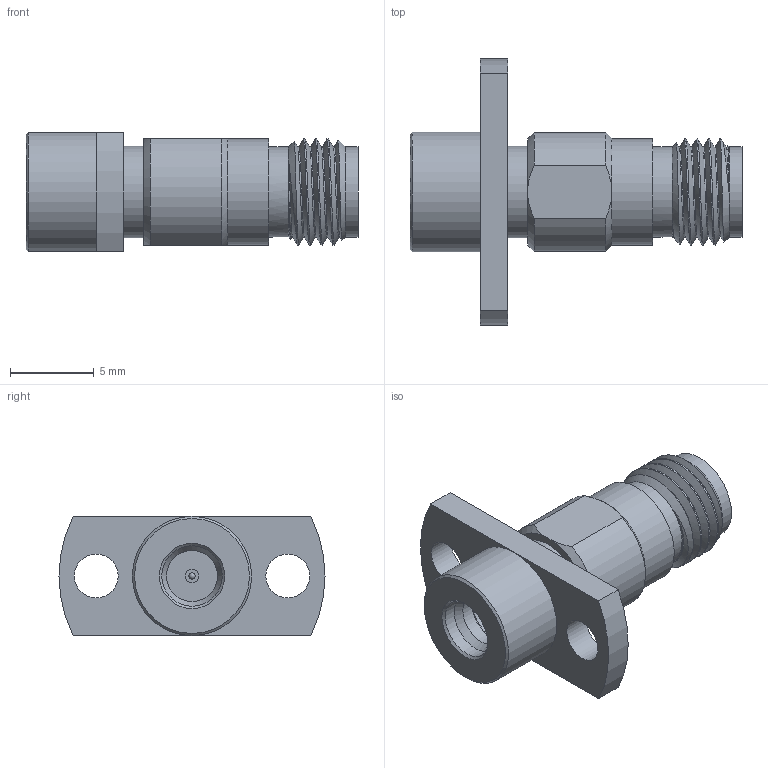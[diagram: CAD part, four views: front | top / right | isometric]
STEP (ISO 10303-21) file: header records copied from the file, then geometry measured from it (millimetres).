
FILE_DESCRIPTION (( 'STEP AP203' ), '1' );
FILE_NAME ('PE91066 ¦ SM8832_3D.step', '2020-08-26T17:11:32', ( '' ), ( '' ), 'SwSTEP 2.0', 'SolidWorks 2018', '' );
FILE_SCHEMA (( 'CONFIG_CONTROL_DESIGN' ));
Length unit declared in the file: inch
Products named in the file (1): PE91066 ｦ SM8832_3D
Bounding box: 19.81 x 15.88 x 7.14 mm (x, y, z)
Volume: 694.2 mm3; surface area: 832.7 mm2
Topology: 1 solids, 2 shells, 54 faces, 114 edges, 72 vertices
Faces by surface type: cylinder 21, plane 17, cone 12, bspline 3, sphere 1
Full cylindrical faces by diameter (mm): 0.381 x1, 0.786 x1, 0.94 x1, 1.194 x1, 2.616 x2, 3.048 x1, 3.175 x1, 3.607 x1, 4.529 x1, 4.572 x1, 5.374 x2, 5.464 x1, 6.359 x1, 7.112 x1
Entity records: 2180 total; most frequent: CARTESIAN_POINT 1090, DIRECTION 216, ORIENTED_EDGE 162, AXIS2_PLACEMENT_3D 101, EDGE_LOOP 92, EDGE_CURVE 81, FACE_OUTER_BOUND 70, VERTEX_POINT 65
